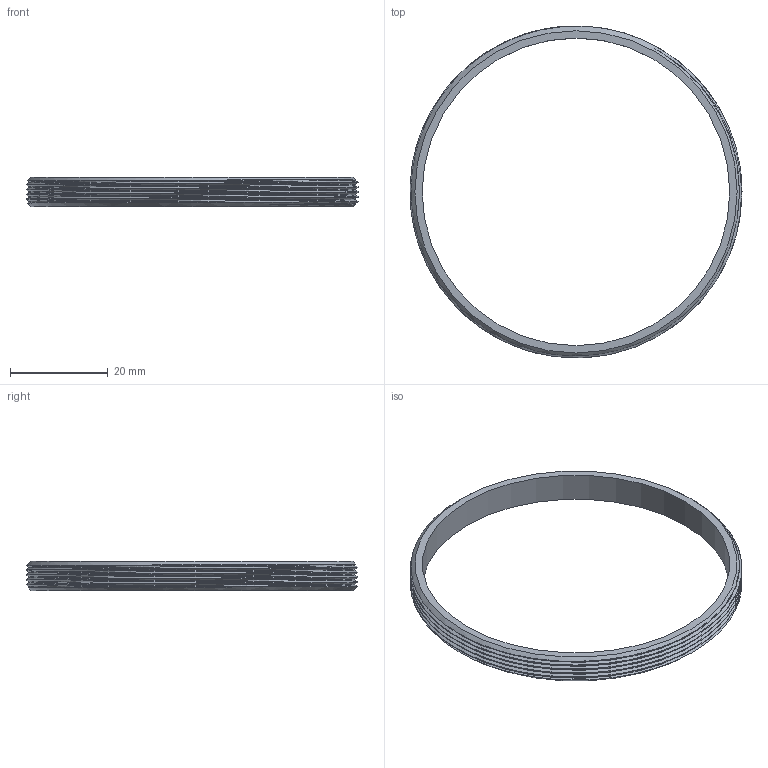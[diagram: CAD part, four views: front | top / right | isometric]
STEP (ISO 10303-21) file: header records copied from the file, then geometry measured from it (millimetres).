
FILE_DESCRIPTION(('FreeCAD Model'),'2;1');
FILE_NAME('Open CASCADE Shape Model','2025-05-18T13:15:42',('BT'),(''), 'Open CASCADE STEP processor 7.6','FreeCAD','Unknown');
FILE_SCHEMA(('AUTOMOTIVE_DESIGN { 1 0 10303 214 1 1 1 1 }'));
Length unit declared in the file: millimetre
Products named in the file (1): Body
Bounding box: 67.99 x 67.96 x 6 mm (x, y, z)
Volume: 2574.8 mm3; surface area: 3838.4 mm2
Topology: 1 solids, 1 shells, 32 faces, 66 edges, 36 vertices
Faces by surface type: bspline 19, cylinder 7, cone 4, plane 2
Full cylindrical faces by diameter (mm): 63 x1, 68 x4
Entity records: 3239 total; most frequent: CARTESIAN_POINT 2714, ORIENTED_EDGE 132, EDGE_CURVE 66, DIRECTION 54, VERTEX_POINT 36, B_SPLINE_CURVE_WITH_KNOTS 36, FACE_BOUND 34, EDGE_LOOP 34
